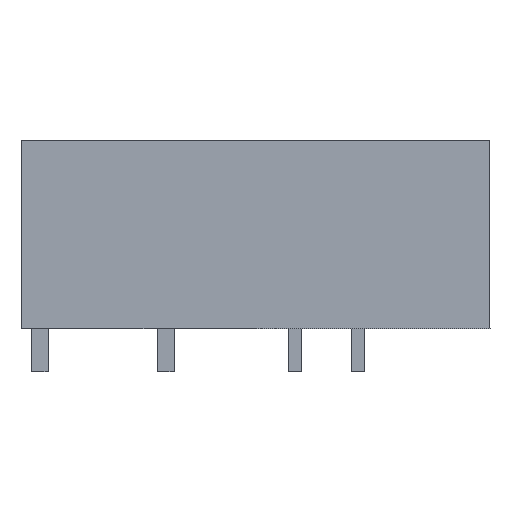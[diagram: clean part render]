
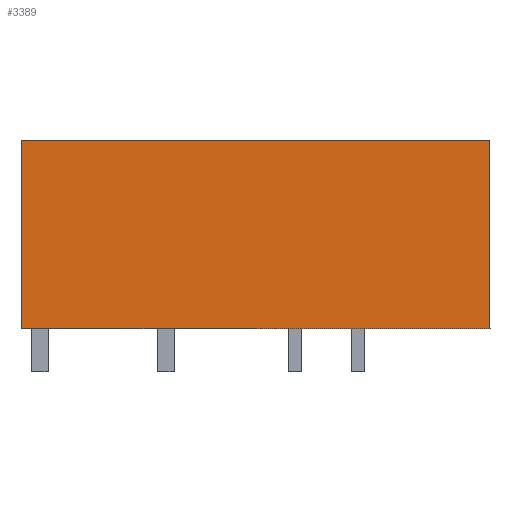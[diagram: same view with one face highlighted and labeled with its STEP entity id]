
A CAD part, left-side view. The second image highlights one B-rep face of the part: STEP entity #3389.
In plain terms, the highlighted planar face has unit normal (-1, 0, 0).
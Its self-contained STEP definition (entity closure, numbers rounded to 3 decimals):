
#3376=AXIS2_PLACEMENT_3D('Plane Axis2P3D',#3373,#3374,#3375) ;
#1230=CARTESIAN_POINT('Vertex',(0.,28.3,2.6)) ;
#1233=CARTESIAN_POINT('Line Origine',(0.,28.3,8.3)) ;
#1237=CARTESIAN_POINT('Vertex',(0.,28.3,14.)) ;
#1328=CARTESIAN_POINT('Line Origine',(0.,14.15,14.)) ;
#1332=CARTESIAN_POINT('Vertex',(0.,0.,14.)) ;
#2835=CARTESIAN_POINT('Vertex',(0.,0.,2.6)) ;
#2897=CARTESIAN_POINT('Line Origine',(0.,0.,8.3)) ;
#3373=CARTESIAN_POINT('Axis2P3D Location',(0.,28.3,-0.9)) ;
#3378=CARTESIAN_POINT('Line Origine',(0.,14.15,2.6)) ;
#1234=DIRECTION('Vector Direction',(0.,0.,1.)) ;
#1329=DIRECTION('Vector Direction',(0.,1.,0.)) ;
#2898=DIRECTION('Vector Direction',(0.,0.,-1.)) ;
#3374=DIRECTION('Axis2P3D Direction',(-1.,0.,0.)) ;
#3375=DIRECTION('Axis2P3D XDirection',(0.,-1.,0.)) ;
#3379=DIRECTION('Vector Direction',(0.,1.,0.)) ;
#1235=VECTOR('Line Direction',#1234,1.) ;
#1330=VECTOR('Line Direction',#1329,1.) ;
#2899=VECTOR('Line Direction',#2898,1.) ;
#3380=VECTOR('Line Direction',#3379,1.) ;
#3384=ORIENTED_EDGE('',*,*,#3382,.F.) ;
#3385=ORIENTED_EDGE('',*,*,#2901,.F.) ;
#3386=ORIENTED_EDGE('',*,*,#1334,.T.) ;
#3387=ORIENTED_EDGE('',*,*,#1239,.T.) ;
#3389=ADVANCED_FACE('housing',(#3388),#3377,.T.) ;
#1239=EDGE_CURVE('',#1238,#1231,#1236,.F.) ;
#1334=EDGE_CURVE('',#1333,#1238,#1331,.T.) ;
#2901=EDGE_CURVE('',#1333,#2836,#2900,.T.) ;
#3382=EDGE_CURVE('',#2836,#1231,#3381,.T.) ;
#3383=EDGE_LOOP('',(#3384,#3385,#3386,#3387)) ;
#3388=FACE_OUTER_BOUND('',#3383,.T.) ;
#1236=LINE('Line',#1233,#1235) ;
#1331=LINE('Line',#1328,#1330) ;
#2900=LINE('Line',#2897,#2899) ;
#3381=LINE('Line',#3378,#3380) ;
#3377=PLANE('',#3376) ;
#1231=VERTEX_POINT('',#1230) ;
#1238=VERTEX_POINT('',#1237) ;
#1333=VERTEX_POINT('',#1332) ;
#2836=VERTEX_POINT('',#2835) ;
